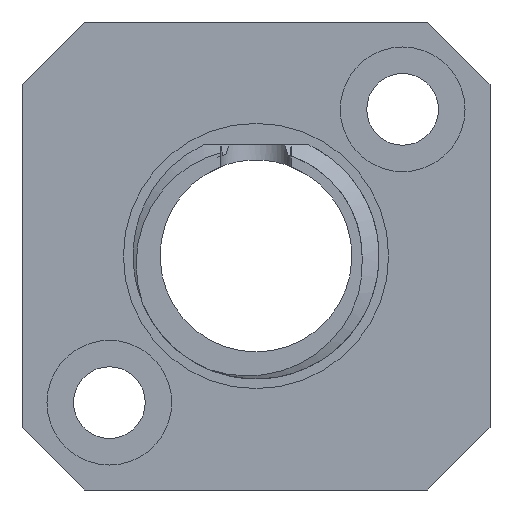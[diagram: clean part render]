
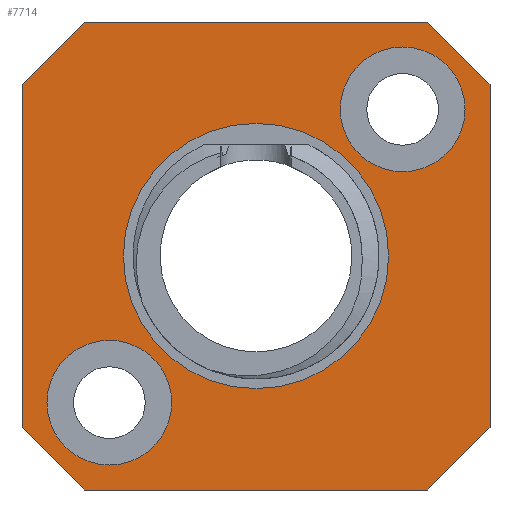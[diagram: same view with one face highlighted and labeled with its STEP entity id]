
A CAD part, front view. The second image highlights one B-rep face of the part: STEP entity #7714.
In plain terms, the highlighted planar face has unit normal (0, -1, 0).
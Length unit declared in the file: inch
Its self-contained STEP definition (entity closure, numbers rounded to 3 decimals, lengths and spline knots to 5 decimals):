
#103 = VERTEX_POINT ( 'NONE', #11131 ) ;
#208 = DIRECTION ( 'NONE',  ( 1., 0., 0. ) ) ;
#281 = VERTEX_POINT ( 'NONE', #8240 ) ;
#306 = DIRECTION ( 'NONE',  ( 0., -1., 0. ) ) ;
#353 = CARTESIAN_POINT ( 'NONE',  ( 0., -0.08071, 0. ) ) ;
#412 = DIRECTION ( 'NONE',  ( 0., -1., 0. ) ) ;
#448 = CIRCLE ( 'NONE', #5392, 0.07874 ) ;
#605 = VERTEX_POINT ( 'NONE', #10782 ) ;
#736 = EDGE_CURVE ( 'NONE', #6112, #10208, #10894, .T. ) ;
#902 = ORIENTED_EDGE ( 'NONE', *, *, #4035, .T. ) ;
#1141 = DIRECTION ( 'NONE',  ( -0.707, 0., 0.707 ) ) ;
#1263 = CARTESIAN_POINT ( 'NONE',  ( 0.29528, -0.08071, 0.21654 ) ) ;
#1272 = ORIENTED_EDGE ( 'NONE', *, *, #6101, .F. ) ;
#1633 = FACE_OUTER_BOUND ( 'NONE', #1656, .T. ) ;
#1656 = EDGE_LOOP ( 'NONE', ( #8665, #3053, #2157, #7223, #7182, #4826, #11274, #902 ) ) ;
#1666 = EDGE_LOOP ( 'NONE', ( #7583, #11460 ) ) ;
#1749 = DIRECTION ( 'NONE',  ( 0., 0., -1. ) ) ;
#1762 = EDGE_CURVE ( 'NONE', #5532, #10805, #6606, .T. ) ;
#1833 = DIRECTION ( 'NONE',  ( -0.707, 0., -0.707 ) ) ;
#1997 = LINE ( 'NONE', #11104, #4844 ) ;
#2052 = VERTEX_POINT ( 'NONE', #5084 ) ;
#2090 = CARTESIAN_POINT ( 'NONE',  ( 0.29528, -0.08071, 0.29528 ) ) ;
#2119 = DIRECTION ( 'NONE',  ( 0., 0., -1. ) ) ;
#2157 = ORIENTED_EDGE ( 'NONE', *, *, #11302, .F. ) ;
#2285 = VERTEX_POINT ( 'NONE', #9992 ) ;
#2336 = LINE ( 'NONE', #5332, #4711 ) ;
#2339 = EDGE_LOOP ( 'NONE', ( #11354, #7360 ) ) ;
#2508 = DIRECTION ( 'NONE',  ( 0., 0., -1. ) ) ;
#2540 = VECTOR ( 'NONE', #208, 39.37008 ) ;
#2611 = AXIS2_PLACEMENT_3D ( 'NONE', #3973, #306, #2119 ) ;
#2783 = CARTESIAN_POINT ( 'NONE',  ( 0., -0.08071, 0.16732 ) ) ;
#2854 = VERTEX_POINT ( 'NONE', #6113 ) ;
#3053 = ORIENTED_EDGE ( 'NONE', *, *, #1762, .T. ) ;
#3676 = AXIS2_PLACEMENT_3D ( 'NONE', #11479, #8654, #10638 ) ;
#3682 = AXIS2_PLACEMENT_3D ( 'NONE', #5107, #5942, #9614 ) ;
#3800 = CARTESIAN_POINT ( 'NONE',  ( 0., -0.08071, 0. ) ) ;
#3966 = VERTEX_POINT ( 'NONE', #11408 ) ;
#3973 = CARTESIAN_POINT ( 'NONE',  ( 0.18504, -0.08071, 0.18504 ) ) ;
#4035 = EDGE_CURVE ( 'NONE', #3966, #281, #2336, .T. ) ;
#4183 = EDGE_CURVE ( 'NONE', #605, #10208, #6936, .T. ) ;
#4273 = FACE_BOUND ( 'NONE', #2339, .T. ) ;
#4704 = VECTOR ( 'NONE', #1833, 39.37008 ) ;
#4711 = VECTOR ( 'NONE', #10743, 39.37008 ) ;
#4721 = VECTOR ( 'NONE', #7898, 39.37008 ) ;
#4770 = EDGE_CURVE ( 'NONE', #11159, #2854, #4920, .T. ) ;
#4826 = ORIENTED_EDGE ( 'NONE', *, *, #6056, .T. ) ;
#4844 = VECTOR ( 'NONE', #6551, 39.37008 ) ;
#4920 = CIRCLE ( 'NONE', #2611, 0.07874 ) ;
#5084 = CARTESIAN_POINT ( 'NONE',  ( -0.21654, -0.08071, -0.29528 ) ) ;
#5107 = CARTESIAN_POINT ( 'NONE',  ( -0.18504, -0.08071, -0.18504 ) ) ;
#5242 = DIRECTION ( 'NONE',  ( 0., -1., 0. ) ) ;
#5254 = CARTESIAN_POINT ( 'NONE',  ( -0.29528, -0.08071, 0.29528 ) ) ;
#5332 = CARTESIAN_POINT ( 'NONE',  ( 0.25591, -0.08071, -0.25591 ) ) ;
#5392 = AXIS2_PLACEMENT_3D ( 'NONE', #11267, #9355, #8514 ) ;
#5532 = VERTEX_POINT ( 'NONE', #1263 ) ;
#5614 = EDGE_CURVE ( 'NONE', #103, #7387, #10477, .T. ) ;
#5676 = VECTOR ( 'NONE', #7581, 39.37008 ) ;
#5942 = DIRECTION ( 'NONE',  ( 0., -1., 0. ) ) ;
#5948 = VERTEX_POINT ( 'NONE', #8253 ) ;
#5954 = FACE_BOUND ( 'NONE', #11695, .T. ) ;
#6056 = EDGE_CURVE ( 'NONE', #605, #2052, #7647, .T. ) ;
#6101 = EDGE_CURVE ( 'NONE', #5948, #2285, #6646, .T. ) ;
#6112 = VERTEX_POINT ( 'NONE', #9748 ) ;
#6113 = CARTESIAN_POINT ( 'NONE',  ( 0.18504, -0.08071, 0.26378 ) ) ;
#6189 = CIRCLE ( 'NONE', #3682, 0.07874 ) ;
#6277 = ORIENTED_EDGE ( 'NONE', *, *, #9843, .F. ) ;
#6385 = DIRECTION ( 'NONE',  ( 0., -1., 0. ) ) ;
#6447 = DIRECTION ( 'NONE',  ( 0., 0., -1. ) ) ;
#6511 = CARTESIAN_POINT ( 'NONE',  ( -0.25591, -0.08071, 0.25591 ) ) ;
#6551 = DIRECTION ( 'NONE',  ( -1., 0., 0. ) ) ;
#6606 = LINE ( 'NONE', #9368, #9887 ) ;
#6646 = CIRCLE ( 'NONE', #11820, 0.07874 ) ;
#6936 = LINE ( 'NONE', #5254, #4721 ) ;
#7182 = ORIENTED_EDGE ( 'NONE', *, *, #4183, .F. ) ;
#7190 = EDGE_CURVE ( 'NONE', #3966, #2052, #1997, .T. ) ;
#7223 = ORIENTED_EDGE ( 'NONE', *, *, #736, .T. ) ;
#7257 = EDGE_CURVE ( 'NONE', #7387, #103, #8878, .T. ) ;
#7360 = ORIENTED_EDGE ( 'NONE', *, *, #5614, .F. ) ;
#7387 = VERTEX_POINT ( 'NONE', #2783 ) ;
#7454 = CARTESIAN_POINT ( 'NONE',  ( 0.21654, -0.08071, 0.29528 ) ) ;
#7581 = DIRECTION ( 'NONE',  ( 0.707, 0., -0.707 ) ) ;
#7583 = ORIENTED_EDGE ( 'NONE', *, *, #4770, .F. ) ;
#7602 = LINE ( 'NONE', #9162, #2540 ) ;
#7647 = LINE ( 'NONE', #11303, #5676 ) ;
#7714 = ADVANCED_FACE ( 'NONE', ( #11600, #5954, #4273, #1633 ), #9857, .T. ) ;
#7898 = DIRECTION ( 'NONE',  ( 0., 0., 1. ) ) ;
#8240 = CARTESIAN_POINT ( 'NONE',  ( 0.29528, -0.08071, -0.21654 ) ) ;
#8253 = CARTESIAN_POINT ( 'NONE',  ( -0.18504, -0.08071, -0.1063 ) ) ;
#8444 = LINE ( 'NONE', #2090, #10024 ) ;
#8514 = DIRECTION ( 'NONE',  ( 0., 0., -1. ) ) ;
#8654 = DIRECTION ( 'NONE',  ( 0., -1., 0. ) ) ;
#8665 = ORIENTED_EDGE ( 'NONE', *, *, #9433, .F. ) ;
#8878 = CIRCLE ( 'NONE', #10400, 0.16732 ) ;
#9162 = CARTESIAN_POINT ( 'NONE',  ( -0.29528, -0.08071, 0.29528 ) ) ;
#9355 = DIRECTION ( 'NONE',  ( 0., -1., 0. ) ) ;
#9368 = CARTESIAN_POINT ( 'NONE',  ( 0.25591, -0.08071, 0.25591 ) ) ;
#9433 = EDGE_CURVE ( 'NONE', #5532, #281, #8444, .T. ) ;
#9614 = DIRECTION ( 'NONE',  ( 0., 0., -1. ) ) ;
#9748 = CARTESIAN_POINT ( 'NONE',  ( -0.21654, -0.08071, 0.29528 ) ) ;
#9843 = EDGE_CURVE ( 'NONE', #2285, #5948, #6189, .T. ) ;
#9857 = PLANE ( 'NONE',  #3676 ) ;
#9887 = VECTOR ( 'NONE', #1141, 39.37008 ) ;
#9992 = CARTESIAN_POINT ( 'NONE',  ( -0.18504, -0.08071, -0.26378 ) ) ;
#10024 = VECTOR ( 'NONE', #10188, 39.37008 ) ;
#10085 = AXIS2_PLACEMENT_3D ( 'NONE', #353, #412, #2508 ) ;
#10188 = DIRECTION ( 'NONE',  ( 0., 0., -1. ) ) ;
#10208 = VERTEX_POINT ( 'NONE', #11398 ) ;
#10400 = AXIS2_PLACEMENT_3D ( 'NONE', #3800, #6385, #6447 ) ;
#10477 = CIRCLE ( 'NONE', #10085, 0.16732 ) ;
#10638 = DIRECTION ( 'NONE',  ( 0., 0., -1. ) ) ;
#10743 = DIRECTION ( 'NONE',  ( 0.707, 0., 0.707 ) ) ;
#10782 = CARTESIAN_POINT ( 'NONE',  ( -0.29528, -0.08071, -0.21654 ) ) ;
#10805 = VERTEX_POINT ( 'NONE', #7454 ) ;
#10847 = CARTESIAN_POINT ( 'NONE',  ( 0.18504, -0.08071, 0.1063 ) ) ;
#10894 = LINE ( 'NONE', #6511, #4704 ) ;
#11104 = CARTESIAN_POINT ( 'NONE',  ( -0.29528, -0.08071, -0.29528 ) ) ;
#11131 = CARTESIAN_POINT ( 'NONE',  ( 0., -0.08071, -0.16732 ) ) ;
#11159 = VERTEX_POINT ( 'NONE', #10847 ) ;
#11267 = CARTESIAN_POINT ( 'NONE',  ( 0.18504, -0.08071, 0.18504 ) ) ;
#11274 = ORIENTED_EDGE ( 'NONE', *, *, #7190, .F. ) ;
#11302 = EDGE_CURVE ( 'NONE', #6112, #10805, #7602, .T. ) ;
#11303 = CARTESIAN_POINT ( 'NONE',  ( -0.25591, -0.08071, -0.25591 ) ) ;
#11354 = ORIENTED_EDGE ( 'NONE', *, *, #7257, .F. ) ;
#11398 = CARTESIAN_POINT ( 'NONE',  ( -0.29528, -0.08071, 0.21654 ) ) ;
#11408 = CARTESIAN_POINT ( 'NONE',  ( 0.21654, -0.08071, -0.29528 ) ) ;
#11460 = ORIENTED_EDGE ( 'NONE', *, *, #11859, .F. ) ;
#11479 = CARTESIAN_POINT ( 'NONE',  ( 0., -0.08071, 0. ) ) ;
#11600 = FACE_BOUND ( 'NONE', #1666, .T. ) ;
#11695 = EDGE_LOOP ( 'NONE', ( #6277, #1272 ) ) ;
#11719 = CARTESIAN_POINT ( 'NONE',  ( -0.18504, -0.08071, -0.18504 ) ) ;
#11820 = AXIS2_PLACEMENT_3D ( 'NONE', #11719, #5242, #1749 ) ;
#11859 = EDGE_CURVE ( 'NONE', #2854, #11159, #448, .T. ) ;
